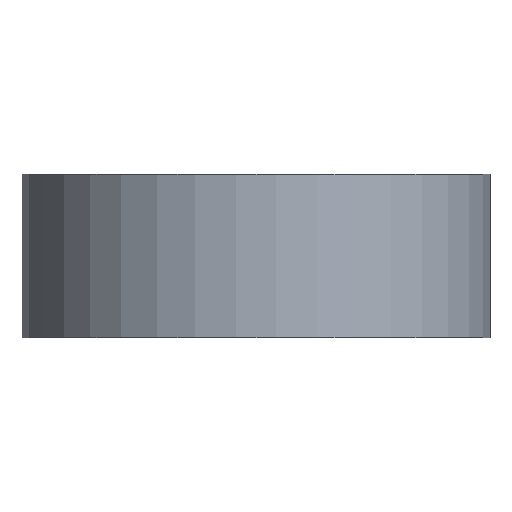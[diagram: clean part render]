
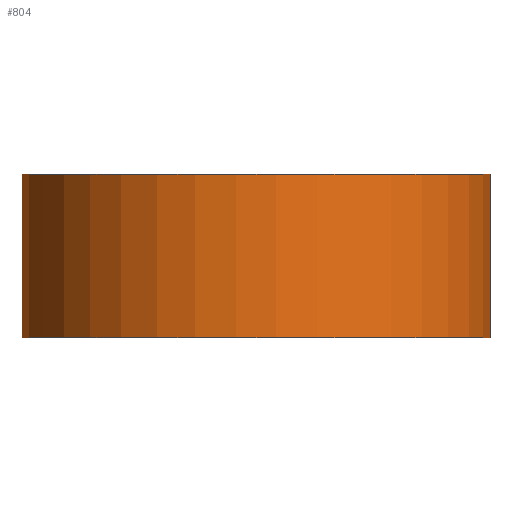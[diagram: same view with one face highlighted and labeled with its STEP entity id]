
A CAD part, front view. The second image highlights one B-rep face of the part: STEP entity #804.
In plain terms, the highlighted cylindrical face has radius 19.5 mm (diameter 39 mm), a partial arc.
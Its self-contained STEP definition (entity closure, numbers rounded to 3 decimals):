
#28=CYLINDRICAL_SURFACE('',#878,19.5);
#40=CIRCLE('',#867,19.5);
#41=CIRCLE('',#869,19.5);
#83=FACE_OUTER_BOUND('',#131,.T.);
#131=EDGE_LOOP('',(#717,#718,#719,#720));
#225=LINE('',#1318,#319);
#226=LINE('',#1320,#320);
#319=VECTOR('',#1090,10.);
#320=VECTOR('',#1093,10.);
#381=VERTEX_POINT('',#1278);
#383=VERTEX_POINT('',#1282);
#385=VERTEX_POINT('',#1287);
#386=VERTEX_POINT('',#1289);
#484=EDGE_CURVE('',#381,#383,#40,.T.);
#486=EDGE_CURVE('',#385,#386,#41,.T.);
#501=EDGE_CURVE('',#383,#386,#225,.T.);
#502=EDGE_CURVE('',#381,#385,#226,.T.);
#717=ORIENTED_EDGE('',*,*,#484,.T.);
#718=ORIENTED_EDGE('',*,*,#501,.T.);
#719=ORIENTED_EDGE('',*,*,#486,.F.);
#720=ORIENTED_EDGE('',*,*,#502,.F.);
#804=ADVANCED_FACE('',(#83),#28,.T.);
#867=AXIS2_PLACEMENT_3D('',#1284,#1053,#1054);
#869=AXIS2_PLACEMENT_3D('',#1290,#1058,#1059);
#878=AXIS2_PLACEMENT_3D('',#1319,#1091,#1092);
#1053=DIRECTION('center_axis',(0.,0.,1.));
#1054=DIRECTION('ref_axis',(-0.574,0.819,0.));
#1058=DIRECTION('center_axis',(0.,0.,1.));
#1059=DIRECTION('ref_axis',(-0.574,0.819,0.));
#1090=DIRECTION('',(0.,0.,1.));
#1091=DIRECTION('center_axis',(0.,0.,1.));
#1092=DIRECTION('ref_axis',(0.,-1.,0.));
#1093=DIRECTION('',(0.,0.,1.));
#1278=CARTESIAN_POINT('',(-11.19,15.97,0.));
#1282=CARTESIAN_POINT('',(11.19,15.97,0.));
#1284=CARTESIAN_POINT('Origin',(0.,0.,0.));
#1287=CARTESIAN_POINT('',(-11.19,15.97,13.6));
#1289=CARTESIAN_POINT('',(11.19,15.97,13.6));
#1290=CARTESIAN_POINT('Origin',(0.,0.,13.6));
#1318=CARTESIAN_POINT('',(11.19,15.97,0.));
#1319=CARTESIAN_POINT('Origin',(0.,0.,0.));
#1320=CARTESIAN_POINT('',(-11.19,15.97,0.));
